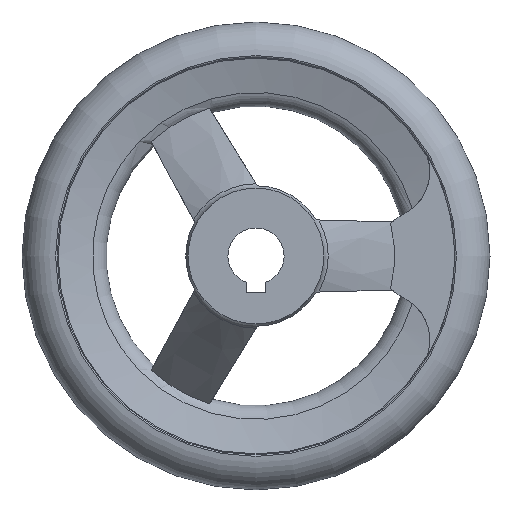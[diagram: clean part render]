
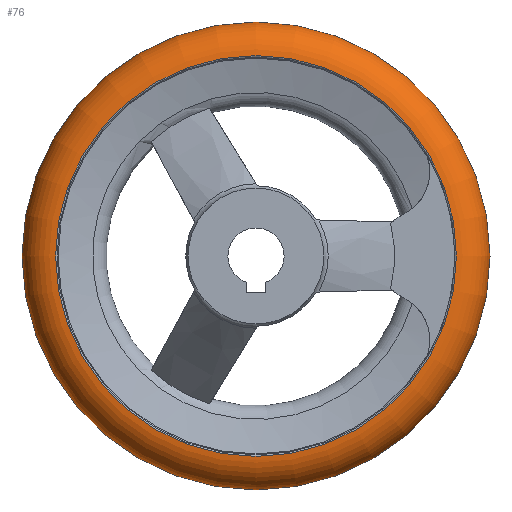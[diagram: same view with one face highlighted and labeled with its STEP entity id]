
A CAD part, front view. The second image highlights one B-rep face of the part: STEP entity #76.
In plain terms, the highlighted toroidal (fillet/blend) face has major radius 42.5 mm and minor radius 7.5 mm.
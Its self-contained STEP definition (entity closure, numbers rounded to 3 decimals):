
#76 = ADVANCED_FACE( '', ( #196, #197, #198 ), #199, .T. );
#196 = FACE_BOUND( '', #374, .T. );
#197 = FACE_OUTER_BOUND( '', #375, .T. );
#198 = FACE_OUTER_BOUND( '', #376, .T. );
#199 = TOROIDAL_SURFACE( '', #377, 42.5, 7.5 );
#374 = VERTEX_LOOP( '', #595 );
#375 = EDGE_LOOP( '', ( #596 ) );
#376 = EDGE_LOOP( '', ( #597 ) );
#377 = AXIS2_PLACEMENT_3D( '', #598, #599, #600 );
#595 = VERTEX_POINT( '', #1041 );
#596 = ORIENTED_EDGE( '', *, *, #1042, .T. );
#597 = ORIENTED_EDGE( '', *, *, #1043, .F. );
#598 = CARTESIAN_POINT( '', ( 0., 25.5, 0. ) );
#599 = DIRECTION( '', ( 0., -1., 0. ) );
#600 = DIRECTION( '', ( 0., 0., -1. ) );
#1041 = CARTESIAN_POINT( '', ( 0., 25.5, -50. ) );
#1042 = EDGE_CURVE( '', #1234, #1234, #1235, .T. );
#1043 = EDGE_CURVE( '', #1236, #1236, #1237, .T. );
#1234 = VERTEX_POINT( '', #1611 );
#1235 = CIRCLE( '', #1612, 42.813 );
#1236 = VERTEX_POINT( '', #1613 );
#1237 = CIRCLE( '', #1614, 42.813 );
#1611 = CARTESIAN_POINT( '', ( 0., 32.993, -42.813 ) );
#1612 = AXIS2_PLACEMENT_3D( '', #2161, #2162, #2163 );
#1613 = CARTESIAN_POINT( '', ( 0., 18.007, -42.813 ) );
#1614 = AXIS2_PLACEMENT_3D( '', #2164, #2165, #2166 );
#2161 = CARTESIAN_POINT( '', ( 0., 32.993, 0. ) );
#2162 = DIRECTION( '', ( 0., -1., 0. ) );
#2163 = DIRECTION( '', ( 0., 0., -1. ) );
#2164 = CARTESIAN_POINT( '', ( 0., 18.007, 0. ) );
#2165 = DIRECTION( '', ( 0., -1., 0. ) );
#2166 = DIRECTION( '', ( 0., 0., -1. ) );
